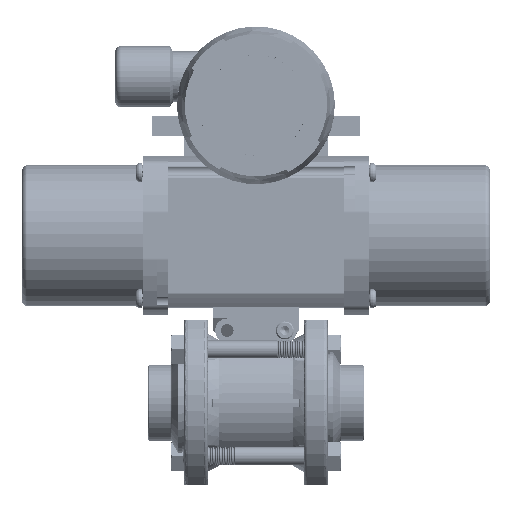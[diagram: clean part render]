
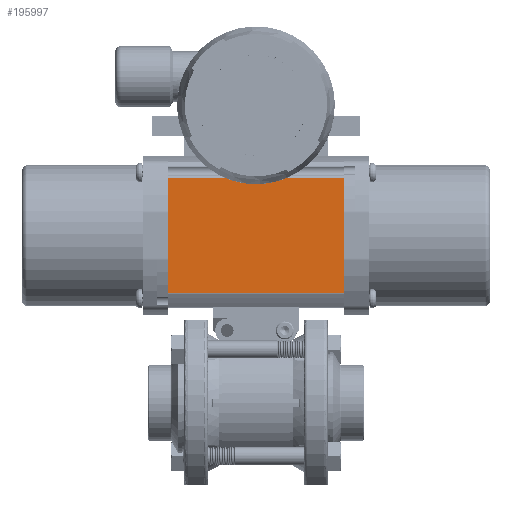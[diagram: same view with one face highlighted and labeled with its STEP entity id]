
A CAD part, top view. The second image highlights one B-rep face of the part: STEP entity #195997.
In plain terms, the highlighted planar face has unit normal (0, 0, 1).
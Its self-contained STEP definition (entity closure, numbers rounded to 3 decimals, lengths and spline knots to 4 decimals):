
#2531 = DIRECTION ( 'NONE',  ( 1., 0., 0. ) ) ;
#2594 = CARTESIAN_POINT ( 'NONE',  ( -5.0238, 3.7931, 3.281 ) ) ;
#4350 = DIRECTION ( 'NONE',  ( 0., 1., 0. ) ) ;
#14365 = VERTEX_POINT ( 'NONE', #215396 ) ;
#16997 = DIRECTION ( 'NONE',  ( 0., 0., -1. ) ) ;
#19693 = DIRECTION ( 'NONE',  ( -1., 0., 0. ) ) ;
#30749 = VERTEX_POINT ( 'NONE', #197401 ) ;
#37815 = VECTOR ( 'NONE', #2531, 39.3701 ) ;
#40745 = VECTOR ( 'NONE', #54589, 39.3701 ) ;
#44678 = ORIENTED_EDGE ( 'NONE', *, *, #183337, .T. ) ;
#45568 = EDGE_CURVE ( 'NONE', #14365, #30749, #83155, .T. ) ;
#53068 = ORIENTED_EDGE ( 'NONE', *, *, #45568, .T. ) ;
#54589 = DIRECTION ( 'NONE',  ( 0., -1., 0. ) ) ;
#75192 = AXIS2_PLACEMENT_3D ( 'NONE', #118778, #16997, #135944 ) ;
#75490 = EDGE_CURVE ( 'NONE', #192571, #30749, #176498, .T. ) ;
#83155 = LINE ( 'NONE', #206236, #37815 ) ;
#94848 = LINE ( 'NONE', #2594, #179991 ) ;
#95528 = EDGE_CURVE ( 'NONE', #14365, #130742, #193255, .T. ) ;
#106146 = CARTESIAN_POINT ( 'NONE',  ( -1.5109, 3.8004, 3.281 ) ) ;
#113082 = CARTESIAN_POINT ( 'NONE',  ( 1.5441, 3.7931, 3.281 ) ) ;
#118778 = CARTESIAN_POINT ( 'NONE',  ( -5.0238, 3.8004, 3.281 ) ) ;
#126178 = ORIENTED_EDGE ( 'NONE', *, *, #95528, .F. ) ;
#130742 = VERTEX_POINT ( 'NONE', #140312 ) ;
#135944 = DIRECTION ( 'NONE',  ( 0., -1., 0. ) ) ;
#135996 = EDGE_LOOP ( 'NONE', ( #182582, #44678, #126178, #53068 ) ) ;
#140312 = CARTESIAN_POINT ( 'NONE',  ( -1.5109, 3.7931, 3.281 ) ) ;
#148119 = VECTOR ( 'NONE', #4350, 39.3701 ) ;
#173595 = CARTESIAN_POINT ( 'NONE',  ( 1.5441, 3.8004, 3.281 ) ) ;
#176498 = LINE ( 'NONE', #173595, #40745 ) ;
#179991 = VECTOR ( 'NONE', #19693, 39.3701 ) ;
#182582 = ORIENTED_EDGE ( 'NONE', *, *, #75490, .F. ) ;
#183337 = EDGE_CURVE ( 'NONE', #192571, #130742, #94848, .T. ) ;
#192571 = VERTEX_POINT ( 'NONE', #113082 ) ;
#193255 = LINE ( 'NONE', #106146, #148119 ) ;
#195997 = ADVANCED_FACE ( 'NONE', ( #201635 ), #220641, .F. ) ;
#197401 = CARTESIAN_POINT ( 'NONE',  ( 1.5441, 1.7988, 3.281 ) ) ;
#201635 = FACE_OUTER_BOUND ( 'NONE', #135996, .T. ) ;
#206236 = CARTESIAN_POINT ( 'NONE',  ( -5.0238, 1.7988, 3.281 ) ) ;
#215396 = CARTESIAN_POINT ( 'NONE',  ( -1.5109, 1.7988, 3.281 ) ) ;
#220641 = PLANE ( 'NONE',  #75192 ) ;
